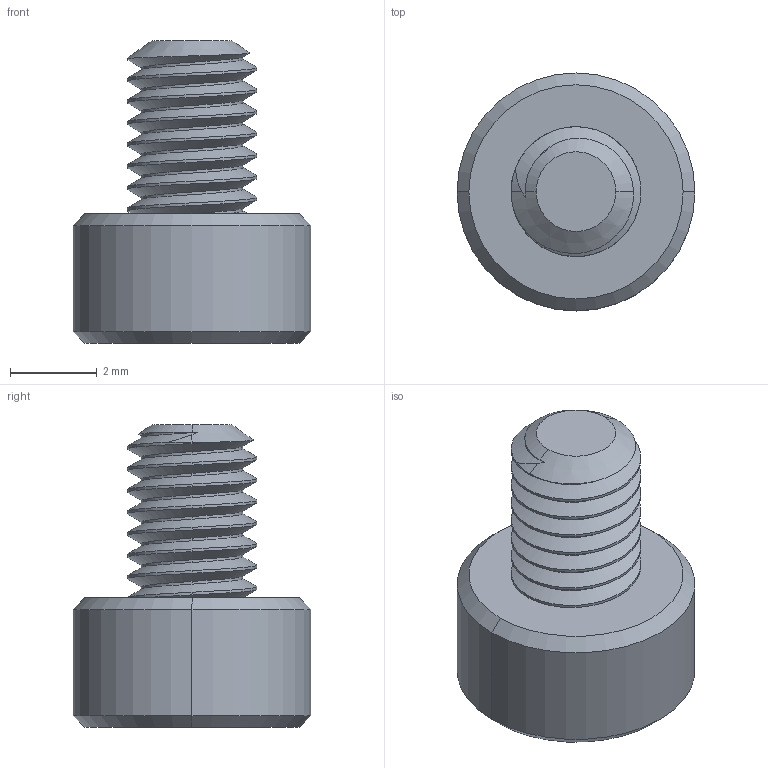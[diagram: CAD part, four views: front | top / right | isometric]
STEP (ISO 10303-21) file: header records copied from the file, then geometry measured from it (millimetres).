
FILE_DESCRIPTION (( 'STEP AP203' ), '1' );
FILE_NAME ('M3 x 0.5mm Thread 4mm LONG SOCKET HEAD CAP SCREW.STEP', '2017-05-07T01:40:49', ( '' ), ( '' ), 'SwSTEP 2.0', 'SolidWorks 2014', '' );
FILE_SCHEMA (( 'CONFIG_CONTROL_DESIGN' ));
Length unit declared in the file: millimetre
Products named in the file (1): M3 x 0.5mm Thread 4mm LONG SOCKET HEAD CAP SCREW
Bounding box: 5.5 x 5.5 x 7 mm (x, y, z)
Volume: 81.9 mm3; surface area: 164.4 mm2
Topology: 1 solids, 1 shells, 61 faces, 153 edges, 96 vertices
Faces by surface type: cylinder 35, cone 14, plane 10, bspline 2
Entity records: 2760 total; most frequent: CARTESIAN_POINT 1434, ORIENTED_EDGE 306, DIRECTION 219, EDGE_CURVE 153, VERTEX_POINT 96, AXIS2_PLACEMENT_3D 83, EDGE_LOOP 63, FACE_OUTER_BOUND 61
